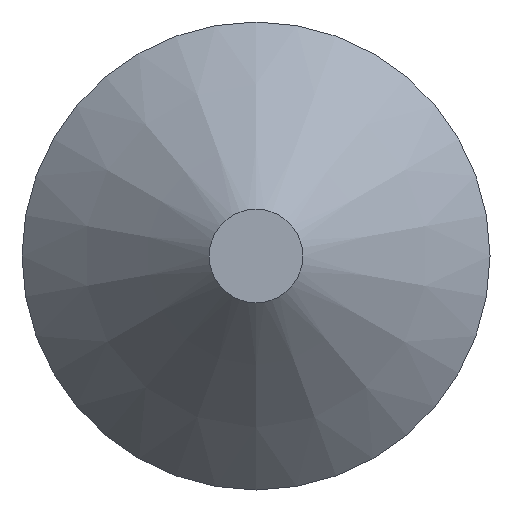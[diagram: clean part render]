
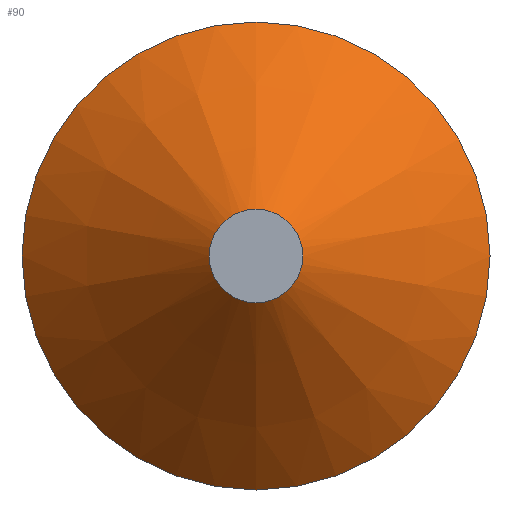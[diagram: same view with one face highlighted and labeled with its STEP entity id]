
A CAD part, front view. The second image highlights one B-rep face of the part: STEP entity #90.
In plain terms, the highlighted conical face has half-angle 45 degrees and reference radius 0.318 mm.
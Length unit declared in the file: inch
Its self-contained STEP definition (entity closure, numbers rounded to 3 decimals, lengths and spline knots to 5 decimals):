
#25=CARTESIAN_POINT('',(0.,-0.25,0.));
#26=DIRECTION('',(0.,-1.,0.));
#27=DIRECTION('',(0.,0.,-1.));
#28=AXIS2_PLACEMENT_3D('',#25,#26,#27);
#29=CIRCLE('',#28,0.0025);
#30=EDGE_CURVE('',#32,#32,#29,.T.);
#31=CARTESIAN_POINT('',(0.,-0.25,-0.0025));
#32=VERTEX_POINT('',#31);
#59=CARTESIAN_POINT('',(0.,-0.24,0.));
#60=DIRECTION('',(0.,1.,0.));
#61=DIRECTION('',(0.,0.,-1.));
#62=AXIS2_PLACEMENT_3D('',#59,#60,#61);
#63=CIRCLE('',#62,0.0125);
#64=EDGE_CURVE('',#66,#66,#63,.T.);
#65=CARTESIAN_POINT('',(0.,-0.24,-0.0125));
#66=VERTEX_POINT('',#65);
#79=ORIENTED_EDGE('',*,*,#30,.F.);
#80=EDGE_LOOP('',(#79));
#81=FACE_BOUND('',#80,.T.);
#82=ORIENTED_EDGE('',*,*,#64,.F.);
#83=EDGE_LOOP('',(#82));
#84=FACE_BOUND('',#83,.T.);
#85=CARTESIAN_POINT('',(0.,-0.24,0.));
#86=DIRECTION('',(0.,1.,0.));
#87=DIRECTION('',(0.,0.,1.));
#88=AXIS2_PLACEMENT_3D('',#85,#86,#87);
#89=CONICAL_SURFACE('',#88,0.0125,45.);
#90=ADVANCED_FACE('',(#81,#84),#89,.T.);
